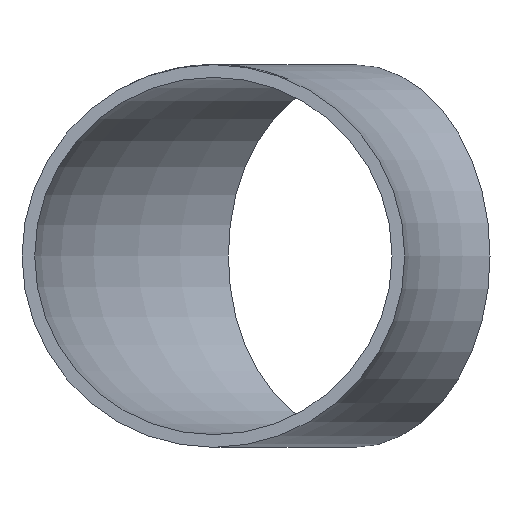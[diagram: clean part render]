
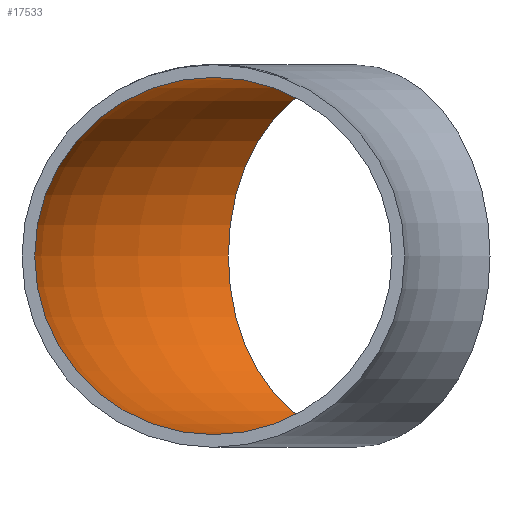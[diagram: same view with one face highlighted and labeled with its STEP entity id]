
A CAD part, front view. The second image highlights one B-rep face of the part: STEP entity #17533.
In plain terms, the highlighted toroidal (fillet/blend) face has major radius 76 mm and minor radius 28.15 mm.
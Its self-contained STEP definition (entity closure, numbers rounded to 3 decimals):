
#455 = CIRCLE ( 'NONE', #6926, 28.15 ) ;
#1339 = DIRECTION ( 'NONE',  ( 0., 0., -1. ) ) ;
#2418 = CARTESIAN_POINT ( 'NONE',  ( -53.74, 53.74, 0. ) ) ;
#2876 = FACE_OUTER_BOUND ( 'NONE', #18668, .T. ) ;
#4141 = CARTESIAN_POINT ( 'NONE',  ( -76., 0., 0. ) ) ;
#4291 = FACE_OUTER_BOUND ( 'NONE', #10740, .T. ) ;
#5603 = CARTESIAN_POINT ( 'NONE',  ( -73.645, 73.645, 0. ) ) ;
#5792 = CARTESIAN_POINT ( 'NONE',  ( -76., 0., 28.15 ) ) ;
#6751 = EDGE_CURVE ( 'NONE', #13697, #13697, #11224, .T. ) ;
#6926 = AXIS2_PLACEMENT_3D ( 'NONE', #4141, #16511, #13753 ) ;
#6969 = DIRECTION ( 'NONE',  ( -0.707, 0.707, 0. ) ) ;
#8156 = ORIENTED_EDGE ( 'NONE', *, *, #6751, .T. ) ;
#8999 = ORIENTED_EDGE ( 'NONE', *, *, #14247, .F. ) ;
#10740 = EDGE_LOOP ( 'NONE', ( #8999 ) ) ;
#11175 = TOROIDAL_SURFACE ( 'NONE', #14376, 76., 28.15 ) ;
#11224 = CIRCLE ( 'NONE', #18670, 28.15 ) ;
#13697 = VERTEX_POINT ( 'NONE', #5603 ) ;
#13753 = DIRECTION ( 'NONE',  ( 0., 0., 1. ) ) ;
#14247 = EDGE_CURVE ( 'NONE', #15211, #15211, #455, .T. ) ;
#14376 = AXIS2_PLACEMENT_3D ( 'NONE', #15226, #1339, #16665 ) ;
#15211 = VERTEX_POINT ( 'NONE', #5792 ) ;
#15226 = CARTESIAN_POINT ( 'NONE',  ( 0., 0., 0. ) ) ;
#15907 = DIRECTION ( 'NONE',  ( 0.707, 0.707, 0. ) ) ;
#16511 = DIRECTION ( 'NONE',  ( 0., 1., 0. ) ) ;
#16665 = DIRECTION ( 'NONE',  ( -1., 0., 0. ) ) ;
#17533 = ADVANCED_FACE ( 'NONE', ( #2876, #4291 ), #11175, .F. ) ;
#18668 = EDGE_LOOP ( 'NONE', ( #8156 ) ) ;
#18670 = AXIS2_PLACEMENT_3D ( 'NONE', #2418, #15907, #6969 ) ;
